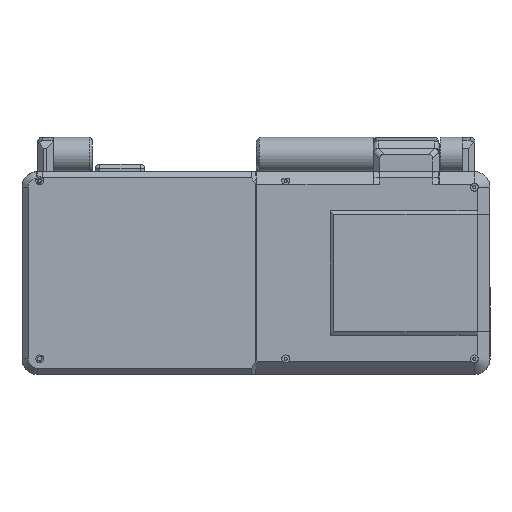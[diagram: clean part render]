
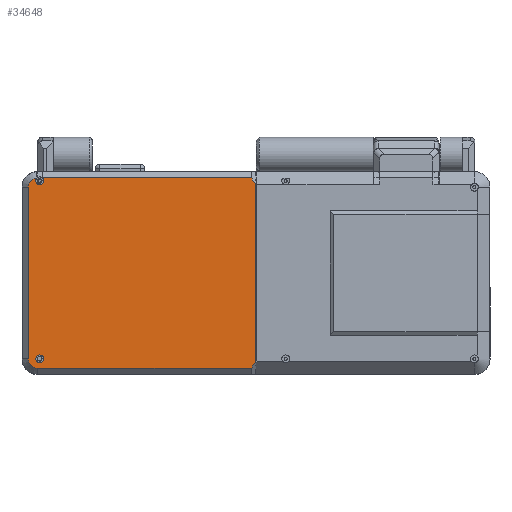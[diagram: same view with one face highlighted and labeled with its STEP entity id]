
A CAD part, top view. The second image highlights one B-rep face of the part: STEP entity #34648.
In plain terms, the highlighted planar face has unit normal (0, 0, 1).
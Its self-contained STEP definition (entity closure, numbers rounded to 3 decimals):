
#1410=FACE_BOUND('',#6712,.T.);
#2599=CIRCLE('',#37775,6.);
#2602=CIRCLE('',#37780,6.);
#2603=CIRCLE('',#37782,2.5);
#2604=CIRCLE('',#37783,2.5);
#2607=CIRCLE('',#37791,2.5);
#4412=FACE_OUTER_BOUND('',#6711,.T.);
#6711=EDGE_LOOP('',(#31675,#31676,#31677,#31678,#31679,#31680,#31681,#31682,
#31683,#31684));
#6712=EDGE_LOOP('',(#31685));
#10228=LINE('',#57945,#13775);
#10236=LINE('',#57961,#13783);
#10240=LINE('',#57970,#13787);
#10249=LINE('',#57995,#13796);
#10252=LINE('',#58007,#13799);
#10255=LINE('',#58050,#13802);
#13775=VECTOR('',#47412,10.);
#13783=VECTOR('',#47424,10.);
#13787=VECTOR('',#47430,10.);
#13796=VECTOR('',#47449,10.);
#13799=VECTOR('',#47462,10.);
#13802=VECTOR('',#47473,10.);
#16962=VERTEX_POINT('',#57943);
#16963=VERTEX_POINT('',#57944);
#16969=VERTEX_POINT('',#57960);
#16972=VERTEX_POINT('',#57967);
#16973=VERTEX_POINT('',#57969);
#16984=VERTEX_POINT('',#58005);
#16986=VERTEX_POINT('',#58043);
#16988=VERTEX_POINT('',#58049);
#16990=VERTEX_POINT('',#58055);
#16992=VERTEX_POINT('',#58088);
#16995=VERTEX_POINT('',#58104);
#21840=EDGE_CURVE('',#16962,#16963,#10228,.T.);
#21848=EDGE_CURVE('',#16963,#16969,#10236,.T.);
#21852=EDGE_CURVE('',#16972,#16973,#10240,.T.);
#21865=EDGE_CURVE('',#16962,#16973,#10249,.T.);
#21871=EDGE_CURVE('',#16984,#16972,#10252,.T.);
#21874=EDGE_CURVE('',#16969,#16986,#2599,.T.);
#21877=EDGE_CURVE('',#16986,#16988,#10255,.T.);
#21882=EDGE_CURVE('',#16988,#16990,#2602,.T.);
#21885=EDGE_CURVE('',#16992,#16990,#2603,.T.);
#21887=EDGE_CURVE('',#16984,#16992,#2604,.T.);
#21893=EDGE_CURVE('',#16995,#16995,#2607,.T.);
#31675=ORIENTED_EDGE('',*,*,#21840,.F.);
#31676=ORIENTED_EDGE('',*,*,#21865,.T.);
#31677=ORIENTED_EDGE('',*,*,#21852,.F.);
#31678=ORIENTED_EDGE('',*,*,#21871,.F.);
#31679=ORIENTED_EDGE('',*,*,#21887,.T.);
#31680=ORIENTED_EDGE('',*,*,#21885,.T.);
#31681=ORIENTED_EDGE('',*,*,#21882,.F.);
#31682=ORIENTED_EDGE('',*,*,#21877,.F.);
#31683=ORIENTED_EDGE('',*,*,#21874,.F.);
#31684=ORIENTED_EDGE('',*,*,#21848,.F.);
#31685=ORIENTED_EDGE('',*,*,#21893,.T.);
#32842=PLANE('',#37790);
#34648=ADVANCED_FACE('',(#4412,#1410),#32842,.T.);
#37775=AXIS2_PLACEMENT_3D('',#58044,#47466,#47467);
#37780=AXIS2_PLACEMENT_3D('',#58059,#47481,#47482);
#37782=AXIS2_PLACEMENT_3D('',#58089,#47485,#47486);
#37783=AXIS2_PLACEMENT_3D('',#58091,#47488,#47489);
#37790=AXIS2_PLACEMENT_3D('',#58103,#47505,#47506);
#37791=AXIS2_PLACEMENT_3D('',#58105,#47507,#47508);
#47412=DIRECTION('',(-0.577,-0.816,0.));
#47424=DIRECTION('',(-1.,0.,0.));
#47430=DIRECTION('',(0.577,-0.816,0.));
#47449=DIRECTION('',(0.,1.,0.));
#47462=DIRECTION('',(1.,0.,0.));
#47466=DIRECTION('center_axis',(0.,0.,
-1.));
#47467=DIRECTION('ref_axis',(-1.,0.,0.));
#47473=DIRECTION('',(0.,1.,0.));
#47481=DIRECTION('center_axis',(0.,0.,
-1.));
#47482=DIRECTION('ref_axis',(0.,1.,0.));
#47485=DIRECTION('center_axis',(0.,0.,
-1.));
#47486=DIRECTION('ref_axis',(-1.,0.,0.));
#47488=DIRECTION('center_axis',(0.,0.,
-1.));
#47489=DIRECTION('ref_axis',(-1.,0.,0.));
#47505=DIRECTION('center_axis',(0.,0.,
1.));
#47506=DIRECTION('ref_axis',(-1.,0.,0.));
#47507=DIRECTION('center_axis',(0.,0.,
-1.));
#47508=DIRECTION('ref_axis',(-1.,0.,0.));
#57943=CARTESIAN_POINT('',(0.,-130.604,84.1));
#57944=CARTESIAN_POINT('',(-3.,-134.847,84.1));
#57945=CARTESIAN_POINT('',(13.197,-111.941,84.1));
#57960=CARTESIAN_POINT('',(-139.815,-134.847,84.1));
#57961=CARTESIAN_POINT('',(-69.907,-134.847,84.1));
#57967=CARTESIAN_POINT('',(-3.,-13.017,84.1));
#57969=CARTESIAN_POINT('',(0.,-17.26,84.1));
#57970=CARTESIAN_POINT('',(12.734,-35.268,84.1));
#57995=CARTESIAN_POINT('',(0.,-71.966,84.1));
#58005=CARTESIAN_POINT('',(-136.833,-13.017,84.1));
#58007=CARTESIAN_POINT('',(69.907,-13.017,84.1));
#58043=CARTESIAN_POINT('',(-145.815,-128.847,84.1));
#58044=CARTESIAN_POINT('Origin',(-139.815,-128.847,84.1));
#58049=CARTESIAN_POINT('',(-145.815,-19.017,84.1));
#58050=CARTESIAN_POINT('',(-145.815,-46.475,84.1));
#58055=CARTESIAN_POINT('',(-140.179,-13.028,84.1));
#58059=CARTESIAN_POINT('Origin',(-139.815,-19.017,84.1));
#58088=CARTESIAN_POINT('',(-136.,-14.881,84.1));
#58089=CARTESIAN_POINT('Origin',(-138.5,-14.881,84.1));
#58091=CARTESIAN_POINT('Origin',(-138.5,-14.881,84.1));
#58103=CARTESIAN_POINT('Origin',(0.,-73.932,
84.1));
#58104=CARTESIAN_POINT('',(-136.,-128.881,84.1));
#58105=CARTESIAN_POINT('Origin',(-138.5,-128.881,84.1));
